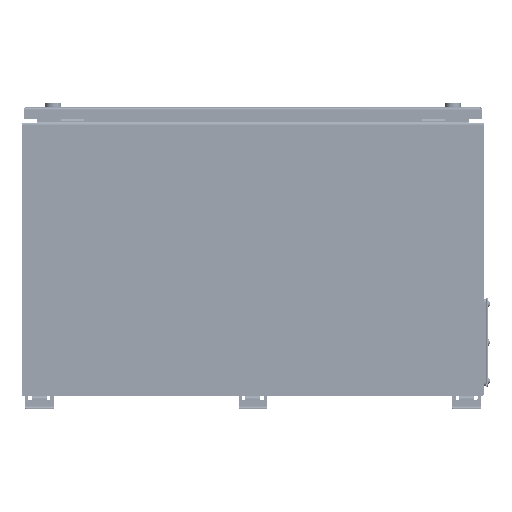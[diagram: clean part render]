
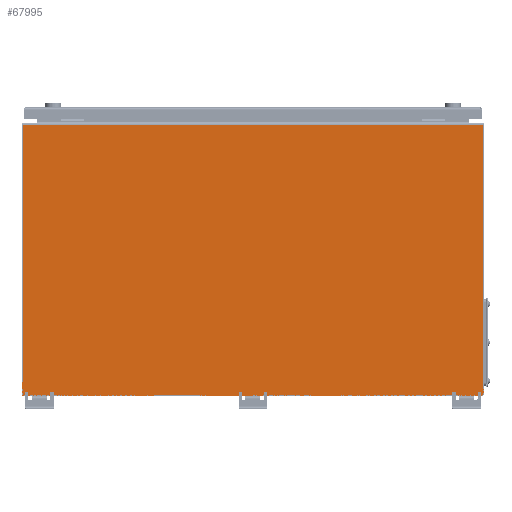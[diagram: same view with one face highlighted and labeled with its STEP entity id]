
A CAD part, left-side view. The second image highlights one B-rep face of the part: STEP entity #67995.
In plain terms, the highlighted planar face has unit normal (-1, 0, 0).
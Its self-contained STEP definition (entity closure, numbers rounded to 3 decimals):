
#2296 = CARTESIAN_POINT ( 'NONE',  ( -1.5, -400., -233.5 ) ) ;
#4520 = FACE_OUTER_BOUND ( 'NONE', #70717, .T. ) ;
#5797 = EDGE_CURVE ( 'NONE', #54033, #35606, #36983, .T. ) ;
#6939 = CARTESIAN_POINT ( 'NONE',  ( -1.5, -400., 236.5 ) ) ;
#7928 = AXIS2_PLACEMENT_3D ( 'NONE', #28967, #11149, #84328 ) ;
#9910 = VECTOR ( 'NONE', #45978, 1000. ) ;
#11149 = DIRECTION ( 'NONE',  ( -1., 0., 0. ) ) ;
#13594 = CARTESIAN_POINT ( 'NONE',  ( -1.5, 397., -236.5 ) ) ;
#15495 = VECTOR ( 'NONE', #42841, 1000. ) ;
#15599 = ORIENTED_EDGE ( 'NONE', *, *, #74375, .T. ) ;
#18590 = CIRCLE ( 'NONE', #64446, 3. ) ;
#19291 = CARTESIAN_POINT ( 'NONE',  ( -1.5, 0., 0. ) ) ;
#19687 = EDGE_CURVE ( 'NONE', #54033, #23505, #18590, .T. ) ;
#20195 = CARTESIAN_POINT ( 'NONE',  ( -1.5, 400., -233.5 ) ) ;
#22691 = VECTOR ( 'NONE', #87117, 1000. ) ;
#22915 = EDGE_CURVE ( 'NONE', #59653, #23505, #28803, .T. ) ;
#23505 = VERTEX_POINT ( 'NONE', #13594 ) ;
#28803 = LINE ( 'NONE', #66543, #51178 ) ;
#28967 = CARTESIAN_POINT ( 'NONE',  ( -1.5, -397., -233.5 ) ) ;
#35606 = VERTEX_POINT ( 'NONE', #53324 ) ;
#36340 = DIRECTION ( 'NONE',  ( -1., 0., 0. ) ) ;
#36983 = LINE ( 'NONE', #83270, #9910 ) ;
#37874 = DIRECTION ( 'NONE',  ( 0., 1., 0. ) ) ;
#42029 = AXIS2_PLACEMENT_3D ( 'NONE', #19291, #55646, #57561 ) ;
#42841 = DIRECTION ( 'NONE',  ( 0., 0., -1. ) ) ;
#43183 = CARTESIAN_POINT ( 'NONE',  ( -1.5, -400., 233.5 ) ) ;
#43493 = CARTESIAN_POINT ( 'NONE',  ( -1.5, 397., -233.5 ) ) ;
#44722 = ORIENTED_EDGE ( 'NONE', *, *, #5797, .F. ) ;
#45978 = DIRECTION ( 'NONE',  ( 0., 0., 1. ) ) ;
#48956 = ORIENTED_EDGE ( 'NONE', *, *, #19687, .T. ) ;
#49151 = CIRCLE ( 'NONE', #7928, 3. ) ;
#51178 = VECTOR ( 'NONE', #37874, 1000. ) ;
#51622 = EDGE_CURVE ( 'NONE', #77892, #84057, #71084, .T. ) ;
#51811 = EDGE_CURVE ( 'NONE', #59653, #84057, #49151, .T. ) ;
#53324 = CARTESIAN_POINT ( 'NONE',  ( -1.5, 400., 233.5 ) ) ;
#54033 = VERTEX_POINT ( 'NONE', #20195 ) ;
#55646 = DIRECTION ( 'NONE',  ( -1., 0., 0. ) ) ;
#57561 = DIRECTION ( 'NONE',  ( 0., 0., 1. ) ) ;
#59653 = VERTEX_POINT ( 'NONE', #73839 ) ;
#60562 = ORIENTED_EDGE ( 'NONE', *, *, #51622, .F. ) ;
#64446 = AXIS2_PLACEMENT_3D ( 'NONE', #43493, #36340, #86495 ) ;
#66543 = CARTESIAN_POINT ( 'NONE',  ( -1.5, -400., -236.5 ) ) ;
#67995 = ADVANCED_FACE ( 'NONE', ( #4520 ), #77680, .T. ) ;
#70717 = EDGE_LOOP ( 'NONE', ( #72180, #77959, #60562, #15599, #44722, #48956 ) ) ;
#71084 = LINE ( 'NONE', #6939, #15495 ) ;
#72180 = ORIENTED_EDGE ( 'NONE', *, *, #22915, .F. ) ;
#73839 = CARTESIAN_POINT ( 'NONE',  ( -1.5, -397., -236.5 ) ) ;
#74375 = EDGE_CURVE ( 'NONE', #77892, #35606, #93822, .T. ) ;
#77680 = PLANE ( 'NONE',  #42029 ) ;
#77892 = VERTEX_POINT ( 'NONE', #87807 ) ;
#77959 = ORIENTED_EDGE ( 'NONE', *, *, #51811, .T. ) ;
#83270 = CARTESIAN_POINT ( 'NONE',  ( -1.5, 400., 236.5 ) ) ;
#84057 = VERTEX_POINT ( 'NONE', #2296 ) ;
#84328 = DIRECTION ( 'NONE',  ( 0., 0., 1. ) ) ;
#86495 = DIRECTION ( 'NONE',  ( 0., 0., 1. ) ) ;
#87117 = DIRECTION ( 'NONE',  ( 0., 1., 0. ) ) ;
#87807 = CARTESIAN_POINT ( 'NONE',  ( -1.5, -400., 233.5 ) ) ;
#93822 = LINE ( 'NONE', #43183, #22691 ) ;
